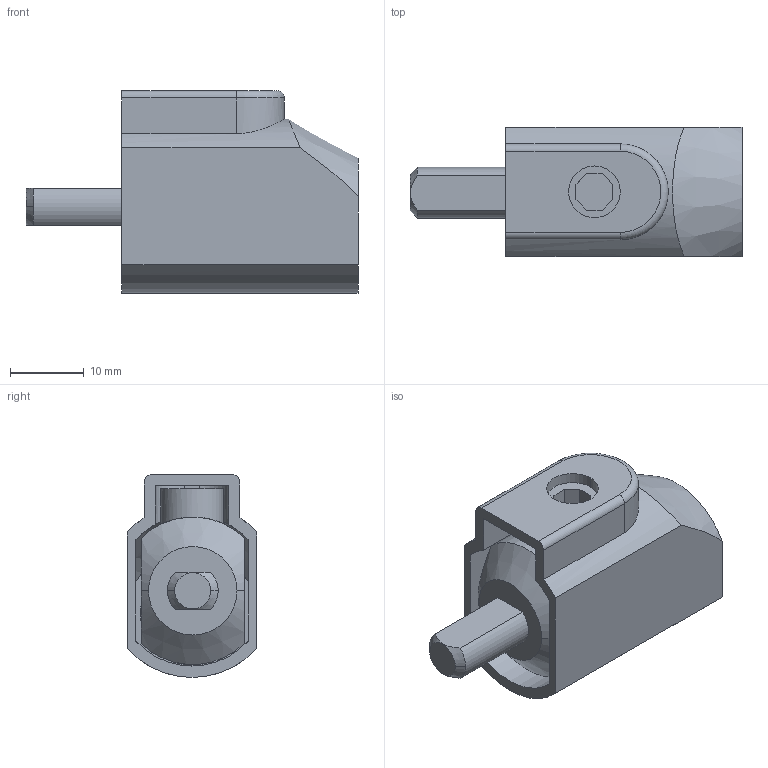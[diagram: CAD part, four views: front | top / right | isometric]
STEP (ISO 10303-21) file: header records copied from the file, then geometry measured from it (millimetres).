
FILE_DESCRIPTION((''),'2;1');
FILE_NAME('OTZX1-AL_SW0001','2023-05-15T13:56:47',('FIANLEH10'),(''),'CREO PARAMETRIC BY PTC INC, 2020184','CREO PARAMETRIC BY PTC INC, 2020184','');
FILE_SCHEMA(('AUTOMOTIVE_DESIGN { 1 0 10303 214 1 1 1 1 }'));
Length unit declared in the file: millimetre
Products named in the file (1): OTZX1-AL_SW0001
Bounding box: 45 x 17.5 x 27.5 mm (x, y, z)
Volume: 7204.4 mm3; surface area: 7567.7 mm2
Topology: 2 solids, 2 shells, 72 faces, 195 edges, 129 vertices
Faces by surface type: plane 32, cylinder 23, cone 16, torus 1
Entity records: 3834 total; most frequent: CARTESIAN_POINT 907, DIRECTION 391, ORIENTED_EDGE 386, COLOUR_RGB 206, EDGE_CURVE 193, AXIS2_PLACEMENT_3D 144, VERTEX_POINT 129, VECTOR 100
